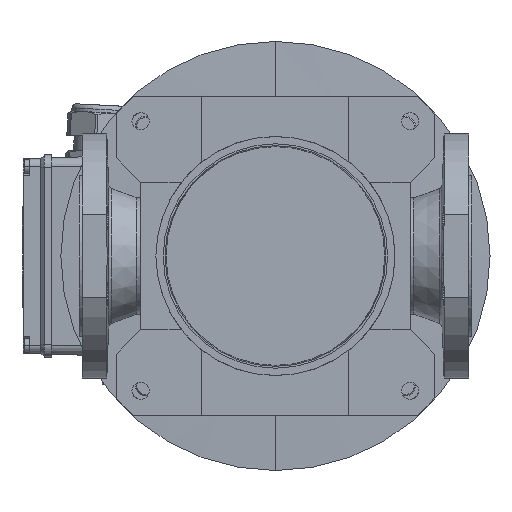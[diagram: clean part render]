
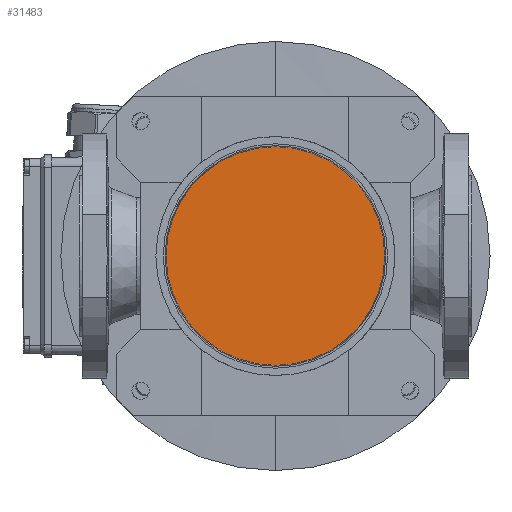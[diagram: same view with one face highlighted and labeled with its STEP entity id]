
A CAD part, front view. The second image highlights one B-rep face of the part: STEP entity #31483.
In plain terms, the highlighted planar face has unit normal (0, -1, 0).
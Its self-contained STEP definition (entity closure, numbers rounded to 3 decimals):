
#2181 = EDGE_CURVE ( 'NONE', #15518, #73860, #116637, .T. ) ;
#7941 = ORIENTED_EDGE ( 'NONE', *, *, #2181, .F. ) ;
#12023 = DIRECTION ( 'NONE',  ( 0., 1., 0. ) ) ;
#15518 = VERTEX_POINT ( 'NONE', #91976 ) ;
#23809 = AXIS2_PLACEMENT_3D ( 'NONE', #132914, #90607, #39505 ) ;
#30237 = CARTESIAN_POINT ( 'NONE',  ( 0., -46., 0. ) ) ;
#31483 = ADVANCED_FACE ( 'NONE', ( #82658 ), #122939, .T. ) ;
#31556 = DIRECTION ( 'NONE',  ( 0., -1., 0. ) ) ;
#32223 = CARTESIAN_POINT ( 'NONE',  ( 0., -46., 0. ) ) ;
#33167 = AXIS2_PLACEMENT_3D ( 'NONE', #30237, #31556, #114830 ) ;
#39505 = DIRECTION ( 'NONE',  ( 0., 0., 1. ) ) ;
#49919 = DIRECTION ( 'NONE',  ( 0., 0., 1. ) ) ;
#53311 = EDGE_LOOP ( 'NONE', ( #7941, #115311 ) ) ;
#57262 = EDGE_CURVE ( 'NONE', #73860, #15518, #88236, .T. ) ;
#58748 = AXIS2_PLACEMENT_3D ( 'NONE', #32223, #12023, #49919 ) ;
#73860 = VERTEX_POINT ( 'NONE', #79694 ) ;
#79694 = CARTESIAN_POINT ( 'NONE',  ( 0., -46., 89.214 ) ) ;
#82658 = FACE_OUTER_BOUND ( 'NONE', #53311, .T. ) ;
#88236 = CIRCLE ( 'NONE', #23809, 89.214 ) ;
#90607 = DIRECTION ( 'NONE',  ( 0., 1., 0. ) ) ;
#91976 = CARTESIAN_POINT ( 'NONE',  ( 0., -46., -89.214 ) ) ;
#114830 = DIRECTION ( 'NONE',  ( 0., 0., -1. ) ) ;
#115311 = ORIENTED_EDGE ( 'NONE', *, *, #57262, .F. ) ;
#116637 = CIRCLE ( 'NONE', #58748, 89.214 ) ;
#122939 = PLANE ( 'NONE',  #33167 ) ;
#132914 = CARTESIAN_POINT ( 'NONE',  ( 0., -46., 0. ) ) ;
